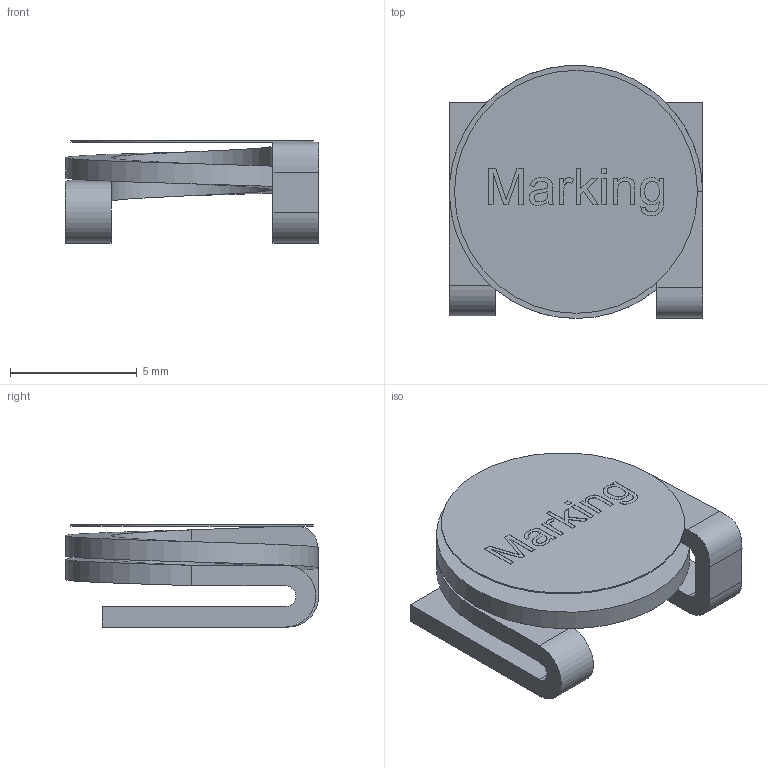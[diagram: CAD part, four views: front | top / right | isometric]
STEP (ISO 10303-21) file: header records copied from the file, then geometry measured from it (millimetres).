
FILE_DESCRIPTION(/* description */ ('Unknown'),/* implementation_level */ '2;1');
FILE_NAME(/* name */ 'L_Wurth_WE-ACHC-1010_7449150023',/* time_stamp */ '2025-06-19T14:36:57+08:00',/* author */ ('Unknown'),/* organization */ ('Unknown'),/* preprocessor_version */ 'ST-DEVELOPER v19.4',/* originating_system */ 'Solid Edge',/* authorisation */ 'Unknown');
FILE_SCHEMA (('AUTOMOTIVE_DESIGN {1 0 10303 214 3 1 1}'));
Length unit declared in the file: millimetre
Products named in the file (2): L_Wurth_WE-ACHC-1010_7449150023
Assembly tree (1 placements, depth 2):
  L_Wurth_WE-ACHC-1010_7449150023
    L_Wurth_WE-ACHC-1010_7449150023
Bounding box: 10 x 9.99 x 4.04 mm (x, y, z)
Volume: 100.9 mm3; surface area: 500.7 mm2
Topology: 2 solids, 2 shells, 101 faces, 253 edges, 166 vertices
Faces by surface type: plane 74, bspline 18, cylinder 9
Full cylindrical faces by diameter (mm): 9.6 x1
Entity records: 4506 total; most frequent: CARTESIAN_POINT 1657, ORIENTED_EDGE 502, DIRECTION 300, EDGE_CURVE 251, VERTEX_POINT 166, B_SPLINE_CURVE_WITH_KNOTS 129, EDGE_LOOP 113, FACE_BOUND 113
